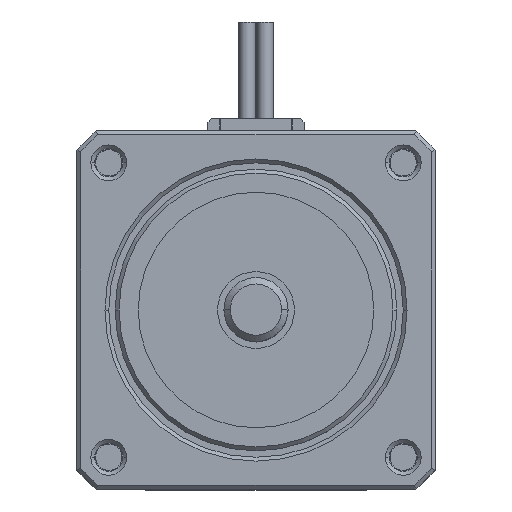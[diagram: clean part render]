
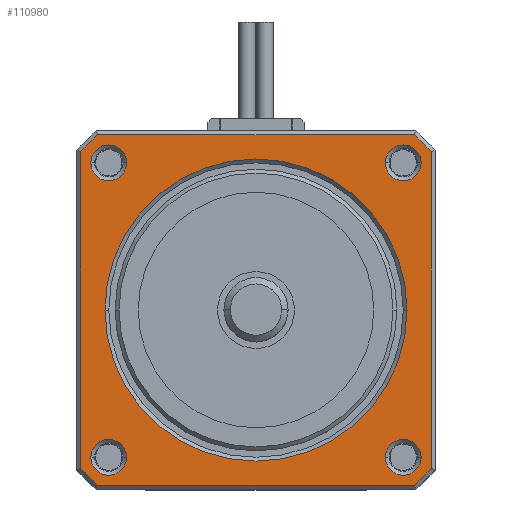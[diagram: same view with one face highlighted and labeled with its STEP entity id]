
A CAD part, top view. The second image highlights one B-rep face of the part: STEP entity #110980.
In plain terms, the highlighted planar face has unit normal (0, 0, 1).
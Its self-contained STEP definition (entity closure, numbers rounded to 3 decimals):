
#94750=CARTESIAN_POINT('',(-12.358,-13.7,0.3));
#94760=VERTEX_POINT('',#94750);
#94790=CARTESIAN_POINT('',(0.,-13.7,0.3));
#94800=DIRECTION('',(1.,0.,-0.));
#94810=VECTOR('',#94800,1.);
#94820=LINE('',#94790,#94810);
#94830=CARTESIAN_POINT('',(12.358,-13.7,0.3));
#94840=VERTEX_POINT('',#94830);
#94850=EDGE_CURVE('',#94760,#94840,#94820,.T.);
#95700=CARTESIAN_POINT('',(-13.7,12.358,0.3));
#95710=VERTEX_POINT('',#95700);
#95740=CARTESIAN_POINT('',(-13.7,0.,0.3));
#95750=DIRECTION('',(0.,-1.,0.));
#95760=VECTOR('',#95750,1.);
#95770=LINE('',#95740,#95760);
#95780=CARTESIAN_POINT('',(-13.7,-12.358,
0.3));
#95790=VERTEX_POINT('',#95780);
#95800=EDGE_CURVE('',#95710,#95790,#95770,.T.);
#97210=CARTESIAN_POINT('',(0.,0.,
0.3));
#97220=DIRECTION('',(-0.,-0.,1.));
#97230=DIRECTION('',(-1.,0.,-0.));
#97240=AXIS2_PLACEMENT_3D('',#97210,#97220,#97230);
#97250=CIRCLE('',#97240,18.45);
#97260=EDGE_CURVE('',#95790,#94760,#97250,.T.);
#103460=CARTESIAN_POINT('',(0.,0.,
0.3));
#103470=DIRECTION('',(-0.,-0.,1.));
#103480=DIRECTION('',(-1.,0.,-0.));
#103490=AXIS2_PLACEMENT_3D('',#103460,#103470,#103480);
#103500=CIRCLE('',#103490,18.45);
#103510=CARTESIAN_POINT('',(13.7,-12.358,0.3));
#103520=VERTEX_POINT('',#103510);
#103530=EDGE_CURVE('',#94840,#103520,#103500,.T.);
#103890=CARTESIAN_POINT('',(13.7,0.,0.3));
#103900=DIRECTION('',(0.,1.,-0.));
#103910=VECTOR('',#103900,1.);
#103920=LINE('',#103890,#103910);
#103930=CARTESIAN_POINT('',(13.7,12.358,0.3));
#103940=VERTEX_POINT('',#103930);
#103950=EDGE_CURVE('',#103520,#103940,#103920,.T.);
#106290=CARTESIAN_POINT('',(0.,0.,
0.3));
#106300=DIRECTION('',(-0.,-0.,1.));
#106310=DIRECTION('',(-1.,0.,-0.));
#106320=AXIS2_PLACEMENT_3D('',#106290,#106300,#106310);
#106330=CIRCLE('',#106320,18.45);
#106340=CARTESIAN_POINT('',(12.358,13.7,0.3));
#106350=VERTEX_POINT('',#106340);
#106360=EDGE_CURVE('',#103940,#106350,#106330,.T.);
#107170=CARTESIAN_POINT('',(0.,13.7,0.3));
#107180=DIRECTION('',(-1.,0.,0.));
#107190=VECTOR('',#107180,1.);
#107200=LINE('',#107170,#107190);
#107210=CARTESIAN_POINT('',(-12.358,13.7,
0.3));
#107220=VERTEX_POINT('',#107210);
#107230=EDGE_CURVE('',#106350,#107220,#107200,.T.);
#109940=CARTESIAN_POINT('',(-13.7,-13.7,0.3));
#109950=DIRECTION('',(0.,0.,1.));
#109960=DIRECTION('',(1.,0.,-0.));
#109970=AXIS2_PLACEMENT_3D('',#109940,#109950,#109960);
#109980=PLANE('',#109970);
#109990=ORIENTED_EDGE('',*,*,#97260,.T.);
#110000=ORIENTED_EDGE('',*,*,#95800,.T.);
#110010=CARTESIAN_POINT('',(0.,0.,
0.3));
#110020=DIRECTION('',(-0.,-0.,1.));
#110030=DIRECTION('',(-1.,0.,-0.));
#110040=AXIS2_PLACEMENT_3D('',#110010,#110020,#110030);
#110050=CIRCLE('',#110040,18.45);
#110060=EDGE_CURVE('',#107220,#95710,#110050,.T.);
#110070=ORIENTED_EDGE('',*,*,#110060,.T.);
#110080=ORIENTED_EDGE('',*,*,#107230,.T.);
#110090=ORIENTED_EDGE('',*,*,#106360,.T.);
#110100=ORIENTED_EDGE('',*,*,#103950,.T.);
#110110=ORIENTED_EDGE('',*,*,#103530,.T.);
#110120=ORIENTED_EDGE('',*,*,#94850,.T.);
#110130=EDGE_LOOP('',(#110120,#110110,#110100,#110090,#110080,#110070,
#110000,#109990));
#110140=FACE_OUTER_BOUND('',#110130,.T.);
#110150=CARTESIAN_POINT('',(11.5,11.5,0.3));
#110160=DIRECTION('',(-0.,-0.,-1.));
#110170=DIRECTION('',(1.,0.,0.));
#110180=AXIS2_PLACEMENT_3D('',#110150,#110160,#110170);
#110190=CIRCLE('',#110180,1.4);
#110200=CARTESIAN_POINT('',(12.9,11.5,0.3));
#110210=VERTEX_POINT('',#110200);
#110220=CARTESIAN_POINT('',(10.1,11.5,0.3));
#110230=VERTEX_POINT('',#110220);
#110240=EDGE_CURVE('',#110210,#110230,#110190,.T.);
#110250=ORIENTED_EDGE('',*,*,#110240,.T.);
#110260=EDGE_CURVE('',#110230,#110210,#110190,.T.);
#110270=ORIENTED_EDGE('',*,*,#110260,.T.);
#110280=EDGE_LOOP('',(#110270,#110250));
#110290=FACE_BOUND('',#110280,.T.);
#110300=CARTESIAN_POINT('',(-11.5,11.5,0.3));
#110310=DIRECTION('',(-0.,-0.,-1.));
#110320=DIRECTION('',(1.,0.,0.));
#110330=AXIS2_PLACEMENT_3D('',#110300,#110310,#110320);
#110340=CIRCLE('',#110330,1.4);
#110350=CARTESIAN_POINT('',(-10.1,11.5,0.3));
#110360=VERTEX_POINT('',#110350);
#110370=CARTESIAN_POINT('',(-12.9,11.5,0.3));
#110380=VERTEX_POINT('',#110370);
#110390=EDGE_CURVE('',#110360,#110380,#110340,.T.);
#110400=ORIENTED_EDGE('',*,*,#110390,.T.);
#110410=CARTESIAN_POINT('',(-11.5,12.9,0.3));
#110420=VERTEX_POINT('',#110410);
#110430=EDGE_CURVE('',#110420,#110360,#110340,.T.);
#110440=ORIENTED_EDGE('',*,*,#110430,.T.);
#110450=EDGE_CURVE('',#110380,#110420,#110340,.T.);
#110460=ORIENTED_EDGE('',*,*,#110450,.T.);
#110470=EDGE_LOOP('',(#110460,#110440,#110400));
#110480=FACE_BOUND('',#110470,.T.);
#110490=CARTESIAN_POINT('',(-11.5,-11.5,0.3));
#110500=DIRECTION('',(-0.,-0.,-1.));
#110510=DIRECTION('',(1.,0.,0.));
#110520=AXIS2_PLACEMENT_3D('',#110490,#110500,#110510);
#110530=CIRCLE('',#110520,1.4);
#110540=CARTESIAN_POINT('',(-10.1,-11.5,0.3));
#110550=VERTEX_POINT('',#110540);
#110560=CARTESIAN_POINT('',(-12.9,-11.5,0.3));
#110570=VERTEX_POINT('',#110560);
#110580=EDGE_CURVE('',#110550,#110570,#110530,.T.);
#110590=ORIENTED_EDGE('',*,*,#110580,.T.);
#110600=EDGE_CURVE('',#110570,#110550,#110530,.T.);
#110610=ORIENTED_EDGE('',*,*,#110600,.T.);
#110620=EDGE_LOOP('',(#110610,#110590));
#110630=FACE_BOUND('',#110620,.T.);
#110640=CARTESIAN_POINT('',(11.5,-11.5,0.3));
#110650=DIRECTION('',(-0.,-0.,-1.));
#110660=DIRECTION('',(1.,0.,0.));
#110670=AXIS2_PLACEMENT_3D('',#110640,#110650,#110660);
#110680=CIRCLE('',#110670,1.4);
#110690=CARTESIAN_POINT('',(10.1,-11.5,0.3));
#110700=VERTEX_POINT('',#110690);
#110710=CARTESIAN_POINT('',(12.9,-11.5,0.3));
#110720=VERTEX_POINT('',#110710);
#110730=EDGE_CURVE('',#110700,#110720,#110680,.T.);
#110740=ORIENTED_EDGE('',*,*,#110730,.T.);
#110750=CARTESIAN_POINT('',(11.5,-12.9,0.3));
#110760=VERTEX_POINT('',#110750);
#110770=EDGE_CURVE('',#110760,#110700,#110680,.T.);
#110780=ORIENTED_EDGE('',*,*,#110770,.T.);
#110790=EDGE_CURVE('',#110720,#110760,#110680,.T.);
#110800=ORIENTED_EDGE('',*,*,#110790,.T.);
#110810=EDGE_LOOP('',(#110800,#110780,#110740));
#110820=FACE_BOUND('',#110810,.T.);
#110830=CARTESIAN_POINT('',(0.,0.,
0.3));
#110840=DIRECTION('',(-0.,-0.,-1.));
#110850=DIRECTION('',(1.,0.,0.));
#110860=AXIS2_PLACEMENT_3D('',#110830,#110840,#110850);
#110870=CIRCLE('',#110860,11.8);
#110880=CARTESIAN_POINT('',(-11.8,0.,0.3));
#110890=VERTEX_POINT('',#110880);
#110900=CARTESIAN_POINT('',(11.8,0.,0.3));
#110910=VERTEX_POINT('',#110900);
#110920=EDGE_CURVE('',#110890,#110910,#110870,.T.);
#110930=ORIENTED_EDGE('',*,*,#110920,.T.);
#110940=EDGE_CURVE('',#110910,#110890,#110870,.T.);
#110950=ORIENTED_EDGE('',*,*,#110940,.T.);
#110960=EDGE_LOOP('',(#110950,#110930));
#110970=FACE_BOUND('',#110960,.T.);
#110980=ADVANCED_FACE('',(#110140,#110290,#110480,#110630,#110820,
#110970),#109980,.T.);
